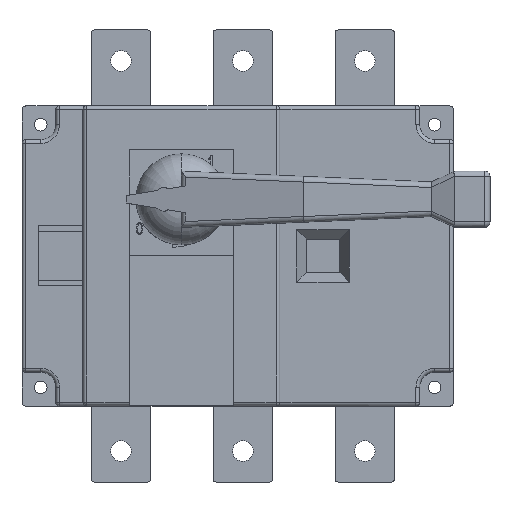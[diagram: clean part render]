
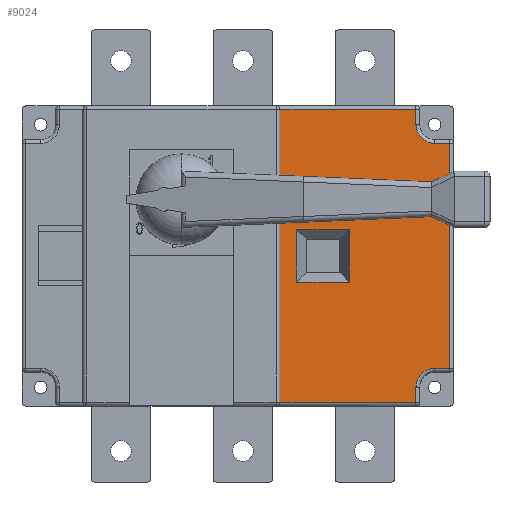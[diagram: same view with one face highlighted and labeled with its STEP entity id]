
A CAD part, top view. The second image highlights one B-rep face of the part: STEP entity #9024.
In plain terms, the highlighted planar face has unit normal (0, 0, 1).
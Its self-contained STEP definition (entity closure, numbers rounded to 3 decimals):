
#112 = VECTOR ( 'NONE', #3323, 1000. ) ;
#175 = VERTEX_POINT ( 'NONE', #7373 ) ;
#196 = LINE ( 'NONE', #3231, #5199 ) ;
#219 = ORIENTED_EDGE ( 'NONE', *, *, #2929, .T. ) ;
#229 = CARTESIAN_POINT ( 'NONE',  ( 95., 78., 66.5 ) ) ;
#284 = DIRECTION ( 'NONE',  ( 0., 0., -1. ) ) ;
#289 = LINE ( 'NONE', #3917, #112 ) ;
#578 = LINE ( 'NONE', #1265, #4465 ) ;
#595 = AXIS2_PLACEMENT_3D ( 'NONE', #4773, #6338, #9262 ) ;
#610 = VERTEX_POINT ( 'NONE', #5435 ) ;
#624 = DIRECTION ( 'NONE',  ( 1., 0., 0. ) ) ;
#830 = ORIENTED_EDGE ( 'NONE', *, *, #1876, .T. ) ;
#935 = CARTESIAN_POINT ( 'NONE',  ( 0., 0., 66.5 ) ) ;
#954 = CARTESIAN_POINT ( 'NONE',  ( 95., 70., 66.5 ) ) ;
#991 = LINE ( 'NONE', #6977, #4218 ) ;
#1073 = LINE ( 'NONE', #9242, #2886 ) ;
#1235 = ORIENTED_EDGE ( 'NONE', *, *, #8965, .F. ) ;
#1265 = CARTESIAN_POINT ( 'NONE',  ( 0., 60., 66.5 ) ) ;
#1458 = ORIENTED_EDGE ( 'NONE', *, *, #6538, .T. ) ;
#1616 = VECTOR ( 'NONE', #2589, 1000. ) ;
#1715 = PLANE ( 'NONE',  #8361 ) ;
#1876 = EDGE_CURVE ( 'NONE', #4794, #175, #6713, .T. ) ;
#2042 = LINE ( 'NONE', #2874, #5489 ) ;
#2186 = DIRECTION ( 'NONE',  ( 0., 1., 0. ) ) ;
#2187 = DIRECTION ( 'NONE',  ( 0., 0., -1. ) ) ;
#2390 = CARTESIAN_POINT ( 'NONE',  ( 0., -78., 66.5 ) ) ;
#2458 = LINE ( 'NONE', #4711, #8631 ) ;
#2589 = DIRECTION ( 'NONE',  ( 0., 1., 0. ) ) ;
#2874 = CARTESIAN_POINT ( 'NONE',  ( 31.5, -14., 66.5 ) ) ;
#2884 = ORIENTED_EDGE ( 'NONE', *, *, #6186, .T. ) ;
#2886 = VECTOR ( 'NONE', #8545, 1000. ) ;
#2929 = EDGE_CURVE ( 'NONE', #9121, #610, #8287, .T. ) ;
#3231 = CARTESIAN_POINT ( 'NONE',  ( 31.5, 14., 66.5 ) ) ;
#3239 = DIRECTION ( 'NONE',  ( 0., 1., 0. ) ) ;
#3272 = DIRECTION ( 'NONE',  ( -1., 0., 0. ) ) ;
#3275 = CARTESIAN_POINT ( 'NONE',  ( 113., 60., 66.5 ) ) ;
#3308 = EDGE_CURVE ( 'NONE', #8412, #7580, #2458, .T. ) ;
#3323 = DIRECTION ( 'NONE',  ( 1., 0., 0. ) ) ;
#3388 = ORIENTED_EDGE ( 'NONE', *, *, #7571, .T. ) ;
#3396 = ORIENTED_EDGE ( 'NONE', *, *, #5779, .F. ) ;
#3476 = EDGE_CURVE ( 'NONE', #4581, #4159, #3549, .T. ) ;
#3549 = LINE ( 'NONE', #6743, #5330 ) ;
#3830 = DIRECTION ( 'NONE',  ( 0., 1., 0. ) ) ;
#3911 = EDGE_CURVE ( 'NONE', #7533, #4672, #2042, .T. ) ;
#3915 = FACE_BOUND ( 'NONE', #4344, .T. ) ;
#3917 = CARTESIAN_POINT ( 'NONE',  ( 0., -60., 66.5 ) ) ;
#3993 = ORIENTED_EDGE ( 'NONE', *, *, #3911, .F. ) ;
#4159 = VERTEX_POINT ( 'NONE', #229 ) ;
#4218 = VECTOR ( 'NONE', #3239, 1000. ) ;
#4251 = ORIENTED_EDGE ( 'NONE', *, *, #8842, .F. ) ;
#4259 = DIRECTION ( 'NONE',  ( -1., 0., 0. ) ) ;
#4302 = AXIS2_PLACEMENT_3D ( 'NONE', #5957, #2187, #9124 ) ;
#4327 = CARTESIAN_POINT ( 'NONE',  ( 95., -70., 66.5 ) ) ;
#4344 = EDGE_LOOP ( 'NONE', ( #3993, #4251, #5206, #3396 ) ) ;
#4465 = VECTOR ( 'NONE', #4259, 1000. ) ;
#4479 = CARTESIAN_POINT ( 'NONE',  ( 105., 60., 66.5 ) ) ;
#4520 = VECTOR ( 'NONE', #2186, 1000. ) ;
#4560 = EDGE_CURVE ( 'NONE', #8179, #4581, #6970, .T. ) ;
#4581 = VERTEX_POINT ( 'NONE', #954 ) ;
#4613 = LINE ( 'NONE', #5525, #4991 ) ;
#4672 = VERTEX_POINT ( 'NONE', #8377 ) ;
#4685 = ORIENTED_EDGE ( 'NONE', *, *, #3308, .T. ) ;
#4711 = CARTESIAN_POINT ( 'NONE',  ( 113., 0., 66.5 ) ) ;
#4773 = CARTESIAN_POINT ( 'NONE',  ( 105., -70., 66.5 ) ) ;
#4794 = VERTEX_POINT ( 'NONE', #4327 ) ;
#4942 = EDGE_CURVE ( 'NONE', #9497, #5517, #1073, .T. ) ;
#4991 = VECTOR ( 'NONE', #7617, 1000. ) ;
#5083 = CARTESIAN_POINT ( 'NONE',  ( 22.5, -78., 66.5 ) ) ;
#5087 = EDGE_CURVE ( 'NONE', #7580, #8179, #578, .T. ) ;
#5199 = VECTOR ( 'NONE', #6277, 1000. ) ;
#5206 = ORIENTED_EDGE ( 'NONE', *, *, #4942, .F. ) ;
#5330 = VECTOR ( 'NONE', #8218, 1000. ) ;
#5435 = CARTESIAN_POINT ( 'NONE',  ( 95., -78., 66.5 ) ) ;
#5489 = VECTOR ( 'NONE', #624, 1000. ) ;
#5517 = VERTEX_POINT ( 'NONE', #7140 ) ;
#5525 = CARTESIAN_POINT ( 'NONE',  ( 0., 78., 66.5 ) ) ;
#5608 = ORIENTED_EDGE ( 'NONE', *, *, #4560, .T. ) ;
#5779 = EDGE_CURVE ( 'NONE', #4672, #9497, #5902, .T. ) ;
#5902 = LINE ( 'NONE', #8923, #4520 ) ;
#5957 = CARTESIAN_POINT ( 'NONE',  ( 105., 70., 66.5 ) ) ;
#6186 = EDGE_CURVE ( 'NONE', #610, #4794, #991, .T. ) ;
#6277 = DIRECTION ( 'NONE',  ( 0., -1., 0. ) ) ;
#6338 = DIRECTION ( 'NONE',  ( 0., 0., -1. ) ) ;
#6538 = EDGE_CURVE ( 'NONE', #4159, #9673, #4613, .T. ) ;
#6630 = CARTESIAN_POINT ( 'NONE',  ( 31.5, -14., 66.5 ) ) ;
#6713 = CIRCLE ( 'NONE', #595, 10. ) ;
#6743 = CARTESIAN_POINT ( 'NONE',  ( 95., 0., 66.5 ) ) ;
#6963 = CARTESIAN_POINT ( 'NONE',  ( 22.5, 80., 66.5 ) ) ;
#6970 = CIRCLE ( 'NONE', #4302, 10. ) ;
#6977 = CARTESIAN_POINT ( 'NONE',  ( 95., 0., 66.5 ) ) ;
#7102 = LINE ( 'NONE', #6963, #1616 ) ;
#7140 = CARTESIAN_POINT ( 'NONE',  ( 31.5, 14., 66.5 ) ) ;
#7373 = CARTESIAN_POINT ( 'NONE',  ( 105., -60., 66.5 ) ) ;
#7533 = VERTEX_POINT ( 'NONE', #6630 ) ;
#7550 = DIRECTION ( 'NONE',  ( 1., 0., 0. ) ) ;
#7571 = EDGE_CURVE ( 'NONE', #175, #8412, #289, .T. ) ;
#7580 = VERTEX_POINT ( 'NONE', #3275 ) ;
#7617 = DIRECTION ( 'NONE',  ( -1., 0., 0. ) ) ;
#7833 = ORIENTED_EDGE ( 'NONE', *, *, #3476, .T. ) ;
#8171 = CARTESIAN_POINT ( 'NONE',  ( 22.5, 78., 66.5 ) ) ;
#8179 = VERTEX_POINT ( 'NONE', #4479 ) ;
#8192 = EDGE_LOOP ( 'NONE', ( #7833, #1458, #1235, #219, #2884, #830, #3388, #4685, #9093, #5608 ) ) ;
#8218 = DIRECTION ( 'NONE',  ( 0., 1., 0. ) ) ;
#8287 = LINE ( 'NONE', #2390, #9180 ) ;
#8361 = AXIS2_PLACEMENT_3D ( 'NONE', #935, #284, #3272 ) ;
#8377 = CARTESIAN_POINT ( 'NONE',  ( 59.5, -14., 66.5 ) ) ;
#8412 = VERTEX_POINT ( 'NONE', #9207 ) ;
#8445 = FACE_OUTER_BOUND ( 'NONE', #8192, .T. ) ;
#8545 = DIRECTION ( 'NONE',  ( -1., 0., 0. ) ) ;
#8631 = VECTOR ( 'NONE', #3830, 1000. ) ;
#8842 = EDGE_CURVE ( 'NONE', #5517, #7533, #196, .T. ) ;
#8923 = CARTESIAN_POINT ( 'NONE',  ( 59.5, 14., 66.5 ) ) ;
#8965 = EDGE_CURVE ( 'NONE', #9121, #9673, #7102, .T. ) ;
#9024 = ADVANCED_FACE ( 'NONE', ( #3915, #8445 ), #1715, .F. ) ;
#9093 = ORIENTED_EDGE ( 'NONE', *, *, #5087, .T. ) ;
#9121 = VERTEX_POINT ( 'NONE', #5083 ) ;
#9124 = DIRECTION ( 'NONE',  ( -1., 0., 0. ) ) ;
#9180 = VECTOR ( 'NONE', #7550, 1000. ) ;
#9207 = CARTESIAN_POINT ( 'NONE',  ( 113., -60., 66.5 ) ) ;
#9242 = CARTESIAN_POINT ( 'NONE',  ( 31.5, 14., 66.5 ) ) ;
#9262 = DIRECTION ( 'NONE',  ( -1., 0., 0. ) ) ;
#9473 = CARTESIAN_POINT ( 'NONE',  ( 59.5, 14., 66.5 ) ) ;
#9497 = VERTEX_POINT ( 'NONE', #9473 ) ;
#9673 = VERTEX_POINT ( 'NONE', #8171 ) ;
